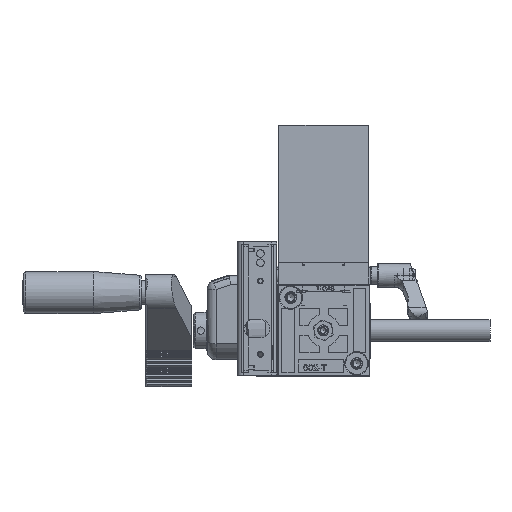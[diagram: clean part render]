
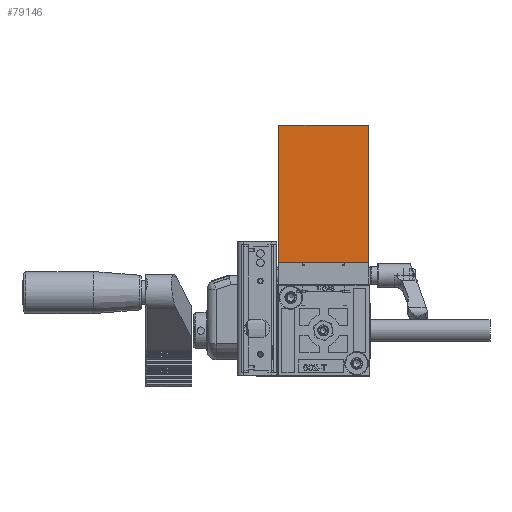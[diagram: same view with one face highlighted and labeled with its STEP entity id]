
A CAD part, front view. The second image highlights one B-rep face of the part: STEP entity #79146.
In plain terms, the highlighted face is planar.
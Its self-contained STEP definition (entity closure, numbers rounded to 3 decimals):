
#5111=LINE('',#120003,#11365);
#5112=LINE('',#120006,#11366);
#5113=LINE('',#120008,#11367);
#5114=LINE('',#120010,#11368);
#11365=VECTOR('',#98261,1000.);
#11366=VECTOR('',#98262,1000.);
#11367=VECTOR('',#98263,1000.);
#11368=VECTOR('',#98264,1000.);
#26918=ORIENTED_EDGE('',*,*,#37825,.F.);
#26919=ORIENTED_EDGE('',*,*,#37826,.F.);
#26920=ORIENTED_EDGE('',*,*,#37827,.T.);
#26921=ORIENTED_EDGE('',*,*,#37828,.T.);
#37825=EDGE_CURVE('',#44317,#44318,#5111,.T.);
#37826=EDGE_CURVE('',#44319,#44317,#5112,.T.);
#37827=EDGE_CURVE('',#44319,#44320,#5113,.T.);
#37828=EDGE_CURVE('',#44320,#44318,#5114,.T.);
#44317=VERTEX_POINT('',#120004);
#44318=VERTEX_POINT('',#120005);
#44319=VERTEX_POINT('',#120007);
#44320=VERTEX_POINT('',#120009);
#50835=EDGE_LOOP('',(#26918,#26919,#26920,#26921));
#55298=FACE_BOUND('',#50835,.T.);
#58340=PLANE('',#84252);
#79146=ADVANCED_FACE('',(#55298),#58340,.T.);
#84252=AXIS2_PLACEMENT_3D('',#120002,#98259,#98260);
#98259=DIRECTION('',(-1.,0.,0.));
#98260=DIRECTION('',(0.,0.,1.));
#98261=DIRECTION('',(0.,0.,-1.));
#98262=DIRECTION('',(0.,-1.,0.));
#98263=DIRECTION('',(0.,0.,-1.));
#98264=DIRECTION('',(0.,-1.,0.));
#120002=CARTESIAN_POINT('',(2.5,2000.,50.));
#120003=CARTESIAN_POINT('',(2.5,200.,50.));
#120004=CARTESIAN_POINT('',(2.5,200.,50.));
#120005=CARTESIAN_POINT('',(2.5,200.,-25.));
#120006=CARTESIAN_POINT('',(2.5,2000.,50.));
#120007=CARTESIAN_POINT('',(2.5,249.,50.));
#120008=CARTESIAN_POINT('',(2.5,249.,50.));
#120009=CARTESIAN_POINT('',(2.5,249.,-25.));
#120010=CARTESIAN_POINT('',(2.5,2000.,-25.));
